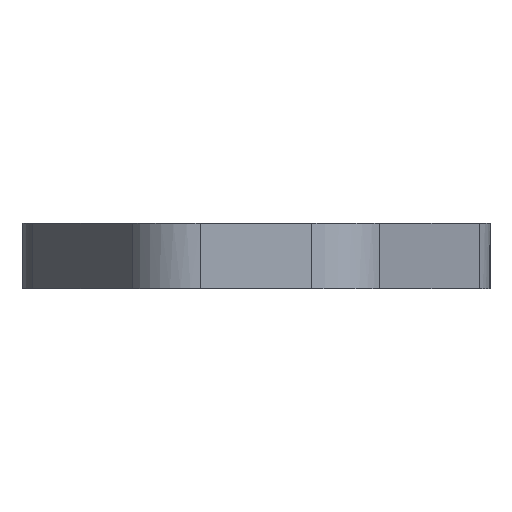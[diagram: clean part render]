
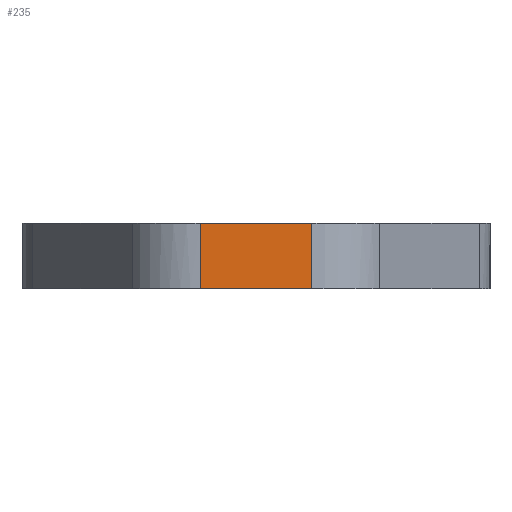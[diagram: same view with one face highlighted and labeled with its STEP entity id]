
A CAD part, left-side view. The second image highlights one B-rep face of the part: STEP entity #235.
In plain terms, the highlighted free-form (B-spline) face has degree [1, 1] with [2, 2] control points.
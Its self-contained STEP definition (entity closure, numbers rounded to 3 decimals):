
#33 = CARTESIAN_POINT ( 'NONE',  ( 2035.755, 1160.528, 0. ) ) ;
#34 = ORIENTED_EDGE ( 'NONE', *, *, #309, .T. ) ;
#39 = CARTESIAN_POINT ( 'NONE',  ( 2035.755, 1177.598, -10. ) ) ;
#52 = VERTEX_POINT ( 'NONE', #323 ) ;
#70 = ORIENTED_EDGE ( 'NONE', *, *, #173, .T. ) ;
#83 = CARTESIAN_POINT ( 'NONE',  ( 2035.755, 1177.598, 0. ) ) ;
#84 = B_SPLINE_CURVE_WITH_KNOTS ( 'NONE', 1,
 ( #452, #414 ),
 .UNSPECIFIED., .F., .F.,
 ( 2, 2 ),
 ( 0., 1. ),
 .UNSPECIFIED. ) ;
#108 = B_SPLINE_CURVE_WITH_KNOTS ( 'NONE', 1,
 ( #233, #224 ),
 .UNSPECIFIED., .F., .F.,
 ( 2, 2 ),
 ( 0., 1. ),
 .UNSPECIFIED. ) ;
#115 = ORIENTED_EDGE ( 'NONE', *, *, #356, .F. ) ;
#156 = FACE_OUTER_BOUND ( 'NONE', #446, .T. ) ;
#160 = VERTEX_POINT ( 'NONE', #363 ) ;
#173 = EDGE_CURVE ( 'NONE', #160, #200, #84, .T. ) ;
#188 = ORIENTED_EDGE ( 'NONE', *, *, #410, .T. ) ;
#198 = CARTESIAN_POINT ( 'NONE',  ( 2035.755, 1160.528, -10. ) ) ;
#200 = VERTEX_POINT ( 'NONE', #328 ) ;
#224 = CARTESIAN_POINT ( 'NONE',  ( 2035.755, 1160.528, 0. ) ) ;
#233 = CARTESIAN_POINT ( 'NONE',  ( 2035.755, 1160.528, -10. ) ) ;
#235 = ADVANCED_FACE ( 'NONE', ( #156 ), #444, .T. ) ;
#239 = B_SPLINE_CURVE_WITH_KNOTS ( 'NONE', 1,
 ( #464, #263 ),
 .UNSPECIFIED., .F., .F.,
 ( 2, 2 ),
 ( 0., 1. ),
 .UNSPECIFIED. ) ;
#263 = CARTESIAN_POINT ( 'NONE',  ( 2035.755, 1160.528, 0. ) ) ;
#302 = CARTESIAN_POINT ( 'NONE',  ( 2035.755, 1177.598, -10. ) ) ;
#309 = EDGE_CURVE ( 'NONE', #200, #440, #527, .T. ) ;
#323 = CARTESIAN_POINT ( 'NONE',  ( 2035.755, 1160.528, 0. ) ) ;
#328 = CARTESIAN_POINT ( 'NONE',  ( 2035.755, 1177.598, -10. ) ) ;
#356 = EDGE_CURVE ( 'NONE', #160, #52, #239, .T. ) ;
#363 = CARTESIAN_POINT ( 'NONE',  ( 2035.755, 1177.598, 0. ) ) ;
#410 = EDGE_CURVE ( 'NONE', #440, #52, #108, .T. ) ;
#414 = CARTESIAN_POINT ( 'NONE',  ( 2035.755, 1177.598, -10. ) ) ;
#440 = VERTEX_POINT ( 'NONE', #198 ) ;
#444 = B_SPLINE_SURFACE_WITH_KNOTS ( 'NONE', 1, 1, ( 
 ( #302, #83 ),
 ( #473, #33 ) ),
 .UNSPECIFIED., .F., .F., .F.,
 ( 2, 2 ),
 ( 2, 2 ),
 ( 0., 1. ),
 ( 0., 1. ),
 .UNSPECIFIED. ) ;
#446 = EDGE_LOOP ( 'NONE', ( #34, #188, #115, #70 ) ) ;
#452 = CARTESIAN_POINT ( 'NONE',  ( 2035.755, 1177.598, 0. ) ) ;
#464 = CARTESIAN_POINT ( 'NONE',  ( 2035.755, 1177.598, 0. ) ) ;
#473 = CARTESIAN_POINT ( 'NONE',  ( 2035.755, 1160.528, -10. ) ) ;
#527 = B_SPLINE_CURVE_WITH_KNOTS ( 'NONE', 1,
 ( #39, #557 ),
 .UNSPECIFIED., .F., .F.,
 ( 2, 2 ),
 ( 0., 1. ),
 .UNSPECIFIED. ) ;
#557 = CARTESIAN_POINT ( 'NONE',  ( 2035.755, 1160.528, -10. ) ) ;
